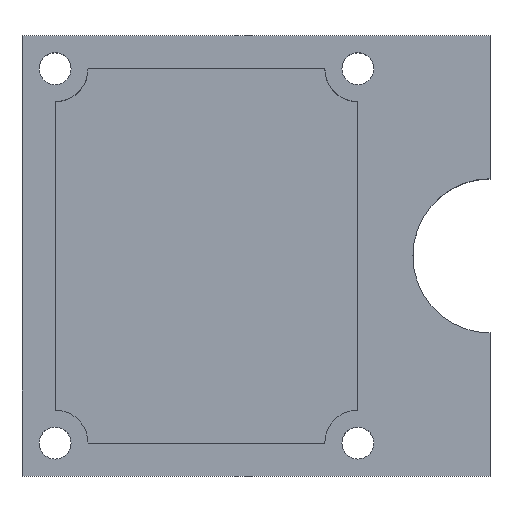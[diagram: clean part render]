
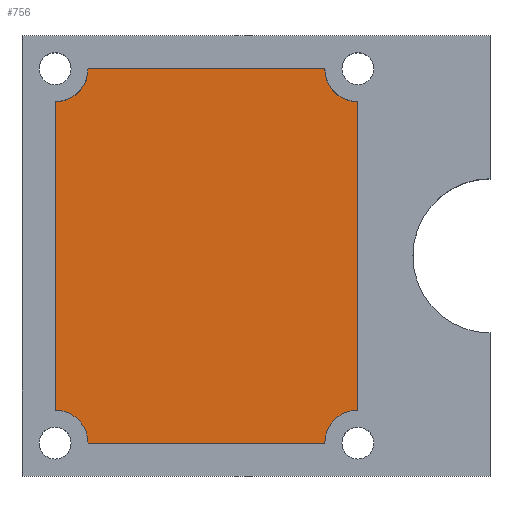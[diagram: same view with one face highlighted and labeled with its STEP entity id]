
A CAD part, top view. The second image highlights one B-rep face of the part: STEP entity #756.
In plain terms, the highlighted planar face has unit normal (0, 0, 1).
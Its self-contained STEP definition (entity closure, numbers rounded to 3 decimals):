
#50=PLANE('',#834);
#84=FACE_OUTER_BOUND('',#123,.T.);
#123=EDGE_LOOP('',(#619,#620,#621,#622,#623,#624,#625,#626));
#156=LINE('',#1114,#230);
#203=LINE('',#1241,#277);
#204=LINE('',#1242,#278);
#205=LINE('',#1243,#279);
#230=VECTOR('',#899,28.);
#277=VECTOR('',#1014,49.);
#278=VECTOR('',#1015,28.);
#279=VECTOR('',#1016,49.);
#305=CIRCLE('',#795,3.);
#307=CIRCLE('',#798,3.);
#317=CIRCLE('',#813,3.);
#319=CIRCLE('',#816,3.);
#337=VERTEX_POINT('',#1095);
#338=VERTEX_POINT('',#1096);
#341=VERTEX_POINT('',#1104);
#342=VERTEX_POINT('',#1105);
#357=VERTEX_POINT('',#1145);
#358=VERTEX_POINT('',#1146);
#361=VERTEX_POINT('',#1154);
#362=VERTEX_POINT('',#1155);
#413=EDGE_CURVE('',#337,#338,#305,.F.);
#417=EDGE_CURVE('',#341,#342,#307,.F.);
#422=EDGE_CURVE('',#337,#342,#156,.T.);
#437=EDGE_CURVE('',#357,#358,#317,.F.);
#441=EDGE_CURVE('',#361,#362,#319,.F.);
#483=EDGE_CURVE('',#361,#338,#203,.T.);
#484=EDGE_CURVE('',#357,#362,#204,.T.);
#485=EDGE_CURVE('',#341,#358,#205,.T.);
#619=ORIENTED_EDGE('',*,*,#483,.F.);
#620=ORIENTED_EDGE('',*,*,#441,.T.);
#621=ORIENTED_EDGE('',*,*,#484,.F.);
#622=ORIENTED_EDGE('',*,*,#437,.T.);
#623=ORIENTED_EDGE('',*,*,#485,.F.);
#624=ORIENTED_EDGE('',*,*,#417,.T.);
#625=ORIENTED_EDGE('',*,*,#422,.F.);
#626=ORIENTED_EDGE('',*,*,#413,.T.);
#756=ADVANCED_FACE('',(#84),#50,.T.);
#795=AXIS2_PLACEMENT_3D('',#1097,#882,#883);
#798=AXIS2_PLACEMENT_3D('',#1106,#890,#891);
#813=AXIS2_PLACEMENT_3D('',#1147,#930,#931);
#816=AXIS2_PLACEMENT_3D('',#1156,#938,#939);
#834=AXIS2_PLACEMENT_3D('',#1240,#1012,#1013);
#882=DIRECTION('center_axis',(0.,0.,
1.));
#883=DIRECTION('ref_axis',(0.,-1.,0.));
#890=DIRECTION('center_axis',(0.,0.,
1.));
#891=DIRECTION('ref_axis',(0.,-1.,0.));
#899=DIRECTION('',(0.,1.,0.));
#930=DIRECTION('center_axis',(0.,0.,
1.));
#931=DIRECTION('ref_axis',(0.,-1.,0.));
#938=DIRECTION('center_axis',(0.,0.,
1.));
#939=DIRECTION('ref_axis',(0.,-1.,0.));
#1012=DIRECTION('center_axis',(0.,0.,
1.));
#1013=DIRECTION('ref_axis',(0.,-1.,0.));
#1014=DIRECTION('',(-1.,0.,0.));
#1015=DIRECTION('',(0.,-1.,0.));
#1016=DIRECTION('',(1.,0.,0.));
#1095=CARTESIAN_POINT('',(-4.5,6.,23.));
#1096=CARTESIAN_POINT('',(-1.5,3.,23.));
#1097=CARTESIAN_POINT('Origin',(-4.5,3.,23.));
#1104=CARTESIAN_POINT('',(-1.5,37.,23.));
#1105=CARTESIAN_POINT('',(-4.5,34.,23.));
#1106=CARTESIAN_POINT('Origin',(-4.5,37.,23.));
#1114=CARTESIAN_POINT('',(-4.5,6.,23.));
#1145=CARTESIAN_POINT('',(23.,34.,23.));
#1146=CARTESIAN_POINT('',(20.,37.,23.));
#1147=CARTESIAN_POINT('Origin',(23.,37.,23.));
#1154=CARTESIAN_POINT('',(20.,3.,23.));
#1155=CARTESIAN_POINT('',(23.,6.,23.));
#1156=CARTESIAN_POINT('Origin',(23.,3.,23.));
#1240=CARTESIAN_POINT('Origin',(35.,20.,23.));
#1241=CARTESIAN_POINT('',(47.5,3.,23.));
#1242=CARTESIAN_POINT('',(23.,34.,23.));
#1243=CARTESIAN_POINT('',(-1.5,37.,23.));
